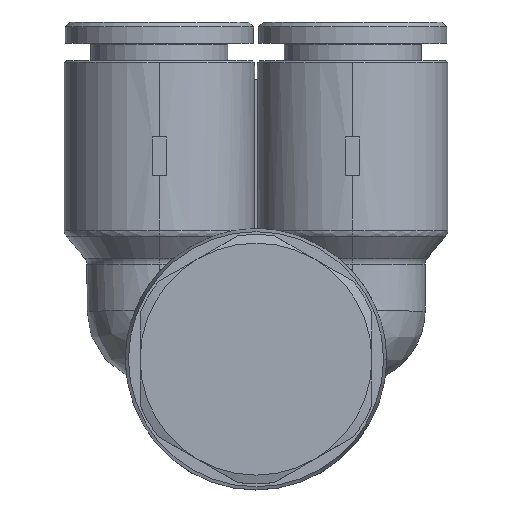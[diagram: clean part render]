
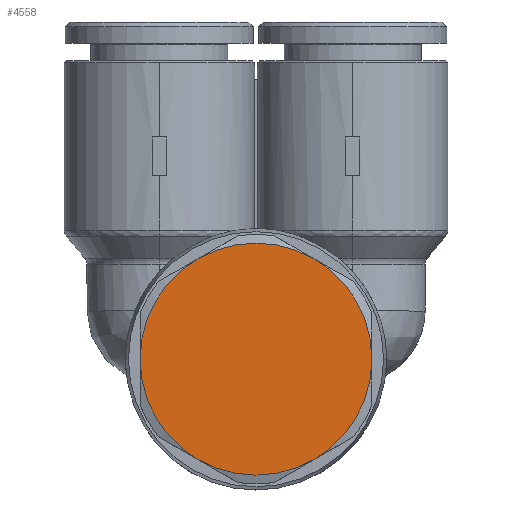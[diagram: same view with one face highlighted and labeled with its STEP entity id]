
A CAD part, top view. The second image highlights one B-rep face of the part: STEP entity #4558.
In plain terms, the highlighted planar face has unit normal (0, 0, 1).
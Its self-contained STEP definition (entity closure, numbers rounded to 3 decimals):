
#298 = ORIENTED_EDGE ( 'NONE', *, *, #14719, .F. ) ;
#459 = CARTESIAN_POINT ( 'NONE',  ( 20.392, 4., 15.1 ) ) ;
#1020 = CARTESIAN_POINT ( 'NONE',  ( 10., -2., 15.1 ) ) ;
#1104 = DIRECTION ( 'NONE',  ( 1., 0., 0. ) ) ;
#1849 = EDGE_CURVE ( 'NONE', #17673, #4924, #23805, .T. ) ;
#2182 = CARTESIAN_POINT ( 'NONE',  ( 10., 10., 15.1 ) ) ;
#3960 = ORIENTED_EDGE ( 'NONE', *, *, #1849, .F. ) ;
#4558 = ADVANCED_FACE ( 'NONE', ( #11259 ), #6559, .T. ) ;
#4924 = VERTEX_POINT ( 'NONE', #459 ) ;
#5296 = EDGE_LOOP ( 'NONE', ( #298, #20727, #3960, #24696, #17067, #23697 ) ) ;
#5641 = AXIS2_PLACEMENT_3D ( 'NONE', #10193, #6036, #16467 ) ;
#5694 = CIRCLE ( 'NONE', #8185, 12. ) ;
#6036 = DIRECTION ( 'NONE',  ( 0., 0., -1. ) ) ;
#6131 = DIRECTION ( 'NONE',  ( 0., 1., 0. ) ) ;
#6195 = CARTESIAN_POINT ( 'NONE',  ( 10., 10., 15.1 ) ) ;
#6411 = DIRECTION ( 'NONE',  ( 0., 1., 0. ) ) ;
#6559 = PLANE ( 'NONE',  #21891 ) ;
#6811 = VERTEX_POINT ( 'NONE', #1020 ) ;
#7392 = DIRECTION ( 'NONE',  ( 0., 0., 1. ) ) ;
#8051 = CIRCLE ( 'NONE', #18265, 12. ) ;
#8185 = AXIS2_PLACEMENT_3D ( 'NONE', #10191, #25072, #23008 ) ;
#8823 = CIRCLE ( 'NONE', #16188, 12. ) ;
#10191 = CARTESIAN_POINT ( 'NONE',  ( 10., 10., 15.1 ) ) ;
#10193 = CARTESIAN_POINT ( 'NONE',  ( 10., 10., 15.1 ) ) ;
#10261 = DIRECTION ( 'NONE',  ( 0., 0., -1. ) ) ;
#11026 = AXIS2_PLACEMENT_3D ( 'NONE', #6195, #10261, #18584 ) ;
#11259 = FACE_OUTER_BOUND ( 'NONE', #5296, .T. ) ;
#12672 = CARTESIAN_POINT ( 'NONE',  ( 10., 10., 15.1 ) ) ;
#13273 = CIRCLE ( 'NONE', #11026, 12. ) ;
#13629 = EDGE_CURVE ( 'NONE', #26354, #19109, #8051, .T. ) ;
#13751 = CARTESIAN_POINT ( 'NONE',  ( -0.392, 4., 15.1 ) ) ;
#14719 = EDGE_CURVE ( 'NONE', #6811, #19621, #5694, .T. ) ;
#14810 = EDGE_CURVE ( 'NONE', #19109, #17673, #13273, .T. ) ;
#15796 = CARTESIAN_POINT ( 'NONE',  ( 10., 10., 15.1 ) ) ;
#15831 = AXIS2_PLACEMENT_3D ( 'NONE', #2182, #19096, #6411 ) ;
#16188 = AXIS2_PLACEMENT_3D ( 'NONE', #20542, #22869, #20824 ) ;
#16467 = DIRECTION ( 'NONE',  ( 0., 1., 0. ) ) ;
#17067 = ORIENTED_EDGE ( 'NONE', *, *, #13629, .F. ) ;
#17673 = VERTEX_POINT ( 'NONE', #25466 ) ;
#18265 = AXIS2_PLACEMENT_3D ( 'NONE', #12672, #27306, #6131 ) ;
#18584 = DIRECTION ( 'NONE',  ( 0., 1., 0. ) ) ;
#19096 = DIRECTION ( 'NONE',  ( 0., 0., -1. ) ) ;
#19109 = VERTEX_POINT ( 'NONE', #26563 ) ;
#19621 = VERTEX_POINT ( 'NONE', #13751 ) ;
#20542 = CARTESIAN_POINT ( 'NONE',  ( 10., 10., 15.1 ) ) ;
#20727 = ORIENTED_EDGE ( 'NONE', *, *, #25271, .F. ) ;
#20824 = DIRECTION ( 'NONE',  ( 0., 1., 0. ) ) ;
#21891 = AXIS2_PLACEMENT_3D ( 'NONE', #15796, #7392, #1104 ) ;
#22198 = CARTESIAN_POINT ( 'NONE',  ( -0.392, 16., 15.1 ) ) ;
#22869 = DIRECTION ( 'NONE',  ( 0., 0., -1. ) ) ;
#23008 = DIRECTION ( 'NONE',  ( 0., 1., 0. ) ) ;
#23697 = ORIENTED_EDGE ( 'NONE', *, *, #26051, .F. ) ;
#23805 = CIRCLE ( 'NONE', #5641, 12. ) ;
#24696 = ORIENTED_EDGE ( 'NONE', *, *, #14810, .F. ) ;
#24835 = CIRCLE ( 'NONE', #15831, 12. ) ;
#25072 = DIRECTION ( 'NONE',  ( 0., 0., -1. ) ) ;
#25271 = EDGE_CURVE ( 'NONE', #4924, #6811, #24835, .T. ) ;
#25466 = CARTESIAN_POINT ( 'NONE',  ( 20.392, 16., 15.1 ) ) ;
#26051 = EDGE_CURVE ( 'NONE', #19621, #26354, #8823, .T. ) ;
#26354 = VERTEX_POINT ( 'NONE', #22198 ) ;
#26563 = CARTESIAN_POINT ( 'NONE',  ( 10., 22., 15.1 ) ) ;
#27306 = DIRECTION ( 'NONE',  ( 0., 0., -1. ) ) ;
